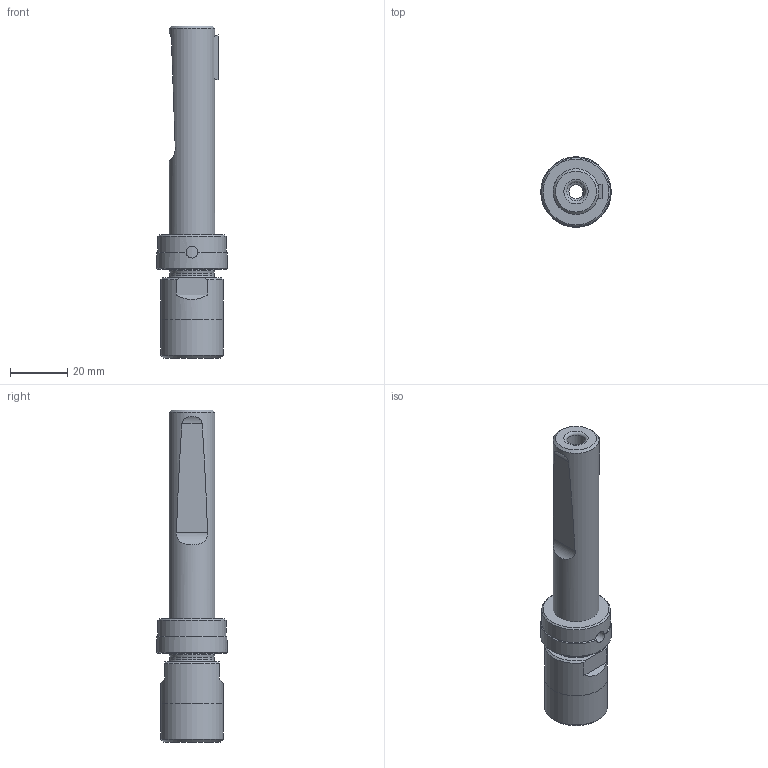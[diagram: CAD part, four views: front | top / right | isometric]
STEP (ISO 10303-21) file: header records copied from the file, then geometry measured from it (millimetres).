
FILE_DESCRIPTION(/* description */ (''),/* implementation_level */ '2;1');
FILE_NAME(/* name */ '261611604.stp',/* time_stamp */ '2021-06-15T13:33:37',/* author */ ('LRA'),/* organization */ ('REGO-FIX'),/* preprocessor_version */ ' Unknown',/* originating_system */ 'SIEMENS PLM Software Solid Edge ST10',/* authorization */ 'Unknown');
FILE_SCHEMA (('AUTOMOTIVE_DESIGN { 1 0 10303 214 2 1 1}'));
Length unit declared in the file: millimetre
Products named in the file (1): 0011770
Bounding box: 24.6 x 24.6 x 116 mm (x, y, z)
Volume: 25696 mm3; surface area: 11908.9 mm2
Topology: 3 solids, 3 shells, 48 faces, 112 edges, 70 vertices
Faces by surface type: cylinder 16, plane 15, cone 14, torus 3
Full cylindrical faces by diameter (mm): 4.134 x1, 4.917 x1, 6.5 x2, 10.5 x1, 14.5 x1, 15.5 x1, 16 x1, 22 x2, 24 x1, 24.6 x1
Entity records: 1544 total; most frequent: CARTESIAN_POINT 268, DIRECTION 204, ORIENTED_EDGE 144, AXIS2_PLACEMENT_3D 94, EDGE_LOOP 84, FACE_BOUND 84, EDGE_CURVE 72, VERTEX_POINT 58
